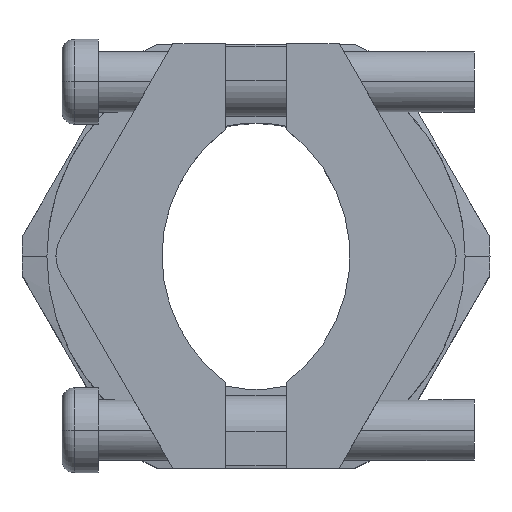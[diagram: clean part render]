
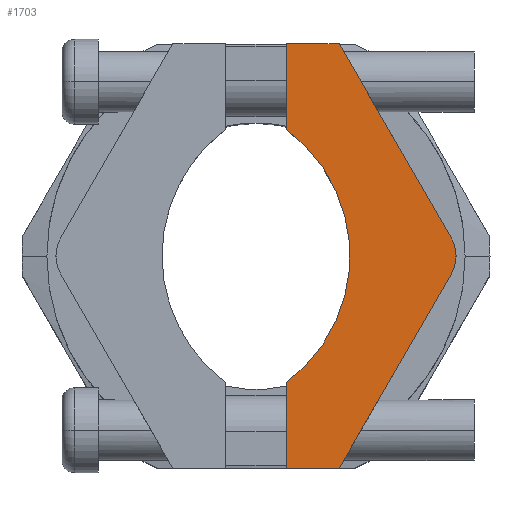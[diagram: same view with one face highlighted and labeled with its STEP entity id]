
A CAD part, top view. The second image highlights one B-rep face of the part: STEP entity #1703.
In plain terms, the highlighted planar face has unit normal (0, 0, 1).
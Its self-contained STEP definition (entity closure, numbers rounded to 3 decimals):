
#60 = CIRCLE ( 'NONE', #460, 3. ) ;
#61 = CIRCLE ( 'NONE', #463, 13. ) ;
#426 = VECTOR ( 'NONE', #2826, 1000. ) ;
#459 = VECTOR ( 'NONE', #2933, 1000. ) ;
#460 = AXIS2_PLACEMENT_3D ( 'NONE', #2930, #2937, #2938 ) ;
#463 = AXIS2_PLACEMENT_3D ( 'NONE', #2943, #2953, #2954 ) ;
#465 = VECTOR ( 'NONE', #2949, 1000. ) ;
#467 = VECTOR ( 'NONE', #2952, 1000. ) ;
#469 = VECTOR ( 'NONE', #2958, 1000. ) ;
#522 = CARTESIAN_POINT ( 'NONE',  ( 2.5, 10.437, 41.5 ) ) ;
#523 = CARTESIAN_POINT ( 'NONE',  ( 2.5, 12.264, 41.5 ) ) ;
#528 = CARTESIAN_POINT ( 'NONE',  ( 2.5, 17.25, 41.5 ) ) ;
#529 = CARTESIAN_POINT ( 'NONE',  ( 2.5, 17.5, 41.5 ) ) ;
#569 = CARTESIAN_POINT ( 'NONE',  ( 16.098, 1.5, 41.5 ) ) ;
#570 = CARTESIAN_POINT ( 'NONE',  ( 6.86, 17.5, 41.5 ) ) ;
#654 = PLANE ( 'NONE',  #2452 ) ;
#655 = CARTESIAN_POINT ( 'NONE',  ( 13.5, 0., 41.5 ) ) ;
#656 = DIRECTION ( 'NONE',  ( 0., 0., 1. ) ) ;
#657 = DIRECTION ( 'NONE',  ( -1., 0., 0. ) ) ;
#1057 = EDGE_CURVE ( 'NONE', #1619, #1620, #3379, .T. ) ;
#1063 = EDGE_CURVE ( 'NONE', #1613, #1614, #3361, .T. ) ;
#1079 = EDGE_CURVE ( 'NONE', #1600, #1601, #1824, .T. ) ;
#1084 = EDGE_CURVE ( 'NONE', #1595, #1596, #1839, .T. ) ;
#1101 = EDGE_CURVE ( 'NONE', #1582, #1583, #1890, .T. ) ;
#1582 = VERTEX_POINT ( 'NONE', #2055 ) ;
#1583 = VERTEX_POINT ( 'NONE', #2056 ) ;
#1595 = VERTEX_POINT ( 'NONE', #2068 ) ;
#1596 = VERTEX_POINT ( 'NONE', #2069 ) ;
#1600 = VERTEX_POINT ( 'NONE', #2073 ) ;
#1601 = VERTEX_POINT ( 'NONE', #2074 ) ;
#1613 = VERTEX_POINT ( 'NONE', #522 ) ;
#1614 = VERTEX_POINT ( 'NONE', #523 ) ;
#1619 = VERTEX_POINT ( 'NONE', #528 ) ;
#1620 = VERTEX_POINT ( 'NONE', #529 ) ;
#1660 = VERTEX_POINT ( 'NONE', #569 ) ;
#1661 = VERTEX_POINT ( 'NONE', #570 ) ;
#1703 = ADVANCED_FACE ( 'NONE', ( #2455 ), #654, .T. ) ;
#1824 = LINE ( 'NONE', #1825, #2496 ) ;
#1825 = CARTESIAN_POINT ( 'NONE',  ( 2.5, -10.437, 41.5 ) ) ;
#1826 = DIRECTION ( 'NONE',  ( 0., 1., 0. ) ) ;
#1839 = LINE ( 'NONE', #1840, #2491 ) ;
#1840 = CARTESIAN_POINT ( 'NONE',  ( 2.5, -10.437, 41.5 ) ) ;
#1841 = DIRECTION ( 'NONE',  ( 0., 1., 0. ) ) ;
#1890 = LINE ( 'NONE', #1891, #2476 ) ;
#1891 = CARTESIAN_POINT ( 'NONE',  ( 6.86, -17.5, 41.5 ) ) ;
#1892 = DIRECTION ( 'NONE',  ( -0.5, -0.866, 0. ) ) ;
#2055 = CARTESIAN_POINT ( 'NONE',  ( 16.098, -1.5, 41.5 ) ) ;
#2056 = CARTESIAN_POINT ( 'NONE',  ( 6.86, -17.5, 41.5 ) ) ;
#2068 = CARTESIAN_POINT ( 'NONE',  ( 2.5, -17.5, 41.5 ) ) ;
#2069 = CARTESIAN_POINT ( 'NONE',  ( 2.5, -17.25, 41.5 ) ) ;
#2073 = CARTESIAN_POINT ( 'NONE',  ( 2.5, -12.264, 41.5 ) ) ;
#2074 = CARTESIAN_POINT ( 'NONE',  ( 2.5, -10.437, 41.5 ) ) ;
#2452 = AXIS2_PLACEMENT_3D ( 'NONE', #655, #656, #657 ) ;
#2455 = FACE_OUTER_BOUND ( 'NONE', #4257, .T. ) ;
#2476 = VECTOR ( 'NONE', #1892, 1000. ) ;
#2491 = VECTOR ( 'NONE', #1841, 1000. ) ;
#2493 = VECTOR ( 'NONE', #3377, 1000. ) ;
#2496 = VECTOR ( 'NONE', #1826, 1000. ) ;
#2514 = VECTOR ( 'NONE', #3359, 1000. ) ;
#2576 = EDGE_CURVE ( 'NONE', #1596, #1600, #2824, .T. ) ;
#2721 = EDGE_CURVE ( 'NONE', #1583, #1595, #2931, .T. ) ;
#2723 = EDGE_CURVE ( 'NONE', #1660, #1582, #60, .T. ) ;
#2726 = EDGE_CURVE ( 'NONE', #1661, #1660, #2947, .T. ) ;
#2727 = EDGE_CURVE ( 'NONE', #1620, #1661, #2950, .T. ) ;
#2728 = EDGE_CURVE ( 'NONE', #1601, #1613, #61, .T. ) ;
#2729 = EDGE_CURVE ( 'NONE', #1614, #1619, #2956, .T. ) ;
#2824 = LINE ( 'NONE', #2825, #426 ) ;
#2825 = CARTESIAN_POINT ( 'NONE',  ( 2.5, -10.437, 41.5 ) ) ;
#2826 = DIRECTION ( 'NONE',  ( 0., 1., 0. ) ) ;
#2930 = CARTESIAN_POINT ( 'NONE',  ( 13.5, 0., 41.5 ) ) ;
#2931 = LINE ( 'NONE', #2932, #459 ) ;
#2932 = CARTESIAN_POINT ( 'NONE',  ( 2.5, -17.5, 41.5 ) ) ;
#2933 = DIRECTION ( 'NONE',  ( -1., 0., 0. ) ) ;
#2937 = DIRECTION ( 'NONE',  ( 0., 0., -1. ) ) ;
#2938 = DIRECTION ( 'NONE',  ( -1., 0., 0. ) ) ;
#2943 = CARTESIAN_POINT ( 'NONE',  ( -5.25, 0., 41.5 ) ) ;
#2947 = LINE ( 'NONE', #2948, #465 ) ;
#2948 = CARTESIAN_POINT ( 'NONE',  ( 6.86, 17.5, 41.5 ) ) ;
#2949 = DIRECTION ( 'NONE',  ( 0.5, -0.866, 0. ) ) ;
#2950 = LINE ( 'NONE', #2951, #467 ) ;
#2951 = CARTESIAN_POINT ( 'NONE',  ( 2.5, 17.5, 41.5 ) ) ;
#2952 = DIRECTION ( 'NONE',  ( 1., 0., 0. ) ) ;
#2953 = DIRECTION ( 'NONE',  ( 0., 0., 1. ) ) ;
#2954 = DIRECTION ( 'NONE',  ( -1., 0., 0. ) ) ;
#2956 = LINE ( 'NONE', #2957, #469 ) ;
#2957 = CARTESIAN_POINT ( 'NONE',  ( 2.5, 10.437, 41.5 ) ) ;
#2958 = DIRECTION ( 'NONE',  ( 0., 1., 0. ) ) ;
#3359 = DIRECTION ( 'NONE',  ( 0., 1., 0. ) ) ;
#3360 = CARTESIAN_POINT ( 'NONE',  ( 2.5, 10.437, 41.5 ) ) ;
#3361 = LINE ( 'NONE', #3360, #2514 ) ;
#3377 = DIRECTION ( 'NONE',  ( 0., 1., 0. ) ) ;
#3378 = CARTESIAN_POINT ( 'NONE',  ( 2.5, 10.437, 41.5 ) ) ;
#3379 = LINE ( 'NONE', #3378, #2493 ) ;
#3587 = ORIENTED_EDGE ( 'NONE', *, *, #1084, .F. ) ;
#3589 = ORIENTED_EDGE ( 'NONE', *, *, #2576, .F. ) ;
#4257 = EDGE_LOOP ( 'NONE', ( #4328, #4327, #4326, #4330, #4325, #4324, #4323, #4321, #4320, #4322, #3589, #3587 ) ) ;
#4320 = ORIENTED_EDGE ( 'NONE', *, *, #2728, .F. ) ;
#4321 = ORIENTED_EDGE ( 'NONE', *, *, #1063, .F. ) ;
#4322 = ORIENTED_EDGE ( 'NONE', *, *, #1079, .F. ) ;
#4323 = ORIENTED_EDGE ( 'NONE', *, *, #2729, .F. ) ;
#4324 = ORIENTED_EDGE ( 'NONE', *, *, #1057, .F. ) ;
#4325 = ORIENTED_EDGE ( 'NONE', *, *, #2727, .F. ) ;
#4326 = ORIENTED_EDGE ( 'NONE', *, *, #2723, .F. ) ;
#4327 = ORIENTED_EDGE ( 'NONE', *, *, #1101, .F. ) ;
#4328 = ORIENTED_EDGE ( 'NONE', *, *, #2721, .F. ) ;
#4330 = ORIENTED_EDGE ( 'NONE', *, *, #2726, .F. ) ;
